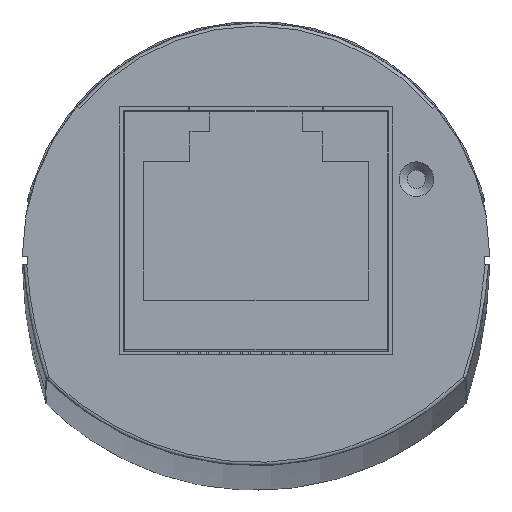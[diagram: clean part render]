
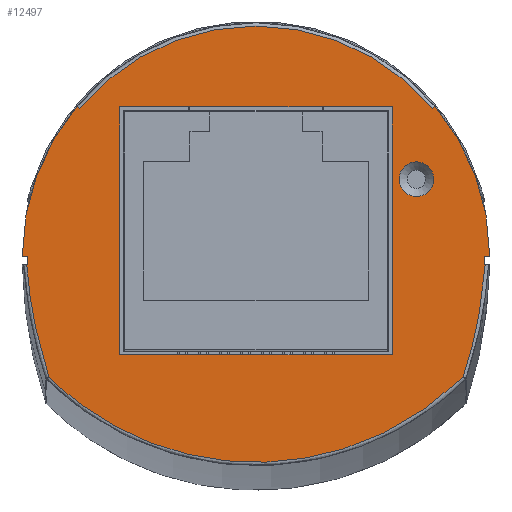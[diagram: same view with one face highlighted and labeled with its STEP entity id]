
A CAD part, left-side view. The second image highlights one B-rep face of the part: STEP entity #12497.
In plain terms, the highlighted planar face has unit normal (-1, 0, 0).
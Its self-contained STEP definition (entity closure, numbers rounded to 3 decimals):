
#2003=CARTESIAN_POINT('',(-66.5,10.686,8.967));
#2004=VERTEX_POINT('',#2003);
#2014=CARTESIAN_POINT('',(-66.5,-10.686,8.967));
#2015=VERTEX_POINT('',#2014);
#2016=CARTESIAN_POINT('',(-66.5,0.,0.));
#2017=DIRECTION('',(1.0,0.0,0.0));
#2018=DIRECTION('',(0.0,0.0,1.0));
#2019=AXIS2_PLACEMENT_3D('',#2016,#2017,#2018);
#2020=CIRCLE('',#2019,13.95);
#2021=EDGE_CURVE('',#2004,#2015,#2020,.T.);
#2058=CARTESIAN_POINT('',(-66.5,-12.543,-7.283));
#2059=VERTEX_POINT('',#2058);
#2100=CARTESIAN_POINT('',(-66.5,-13.879,-0.5));
#2101=VERTEX_POINT('',#2100);
#2119=CARTESIAN_POINT('',(-66.5,40.857,6.759));
#2120=DIRECTION('',(1.0,0.,0.));
#2121=DIRECTION('',(0.,0.981,0.193));
#2122=AXIS2_PLACEMENT_3D('',#2119,#2120,#2121);
#2123=ELLIPSE('',#2122,55.321,39.377);
#2124=EDGE_CURVE('',#2101,#2059,#2123,.T.);
#2188=CARTESIAN_POINT('',(-66.5,12.543,-7.283));
#2189=VERTEX_POINT('',#2188);
#2261=CARTESIAN_POINT('',(-66.5,-12.543,-7.283));
#2262=CARTESIAN_POINT('',(-66.5,-10.674,-9.141));
#2263=CARTESIAN_POINT('',(-66.5,-6.044,-12.038));
#2264=CARTESIAN_POINT('',(-66.5,0.693,-12.793));
#2265=CARTESIAN_POINT('',(-66.5,5.906,-11.604));
#2266=CARTESIAN_POINT('',(-66.5,9.506,-9.88));
#2267=CARTESIAN_POINT('',(-66.5,11.609,-8.212));
#2268=CARTESIAN_POINT('',(-66.5,12.543,-7.283));
#2269=B_SPLINE_CURVE_WITH_KNOTS('',3,(#2261,#2262,#2263,#2264,#2265,#2266,#2267,#2268),.UNSPECIFIED.,.F.,.U.,(4,1,1,1,1,4),(0.239,1.03,1.82,2.215,2.611,3.006),.UNSPECIFIED.);
#2270=EDGE_CURVE('',#2059,#2189,#2269,.T.);
#2296=CARTESIAN_POINT('',(-66.5,13.879,-0.5));
#2297=VERTEX_POINT('',#2296);
#2325=CARTESIAN_POINT('',(-66.5,-40.857,6.759));
#2326=DIRECTION('',(1.0,0.,0.));
#2327=DIRECTION('',(0.,0.981,-0.193));
#2328=AXIS2_PLACEMENT_3D('',#2325,#2326,#2327);
#2329=ELLIPSE('',#2328,55.321,39.377);
#2330=EDGE_CURVE('',#2189,#2297,#2329,.T.);
#2640=CARTESIAN_POINT('',(-66.5,-13.846,-0.5));
#2641=VERTEX_POINT('',#2640);
#2648=CARTESIAN_POINT('',(-66.5,-13.879,-0.5));
#2649=DIRECTION('',(0.0,1.0,0.0));
#2650=VECTOR('',#2649,0.033);
#2651=LINE('',#2648,#2650);
#2652=EDGE_CURVE('',#2101,#2641,#2651,.T.);
#3830=CARTESIAN_POINT('',(-66.5,13.846,-0.5));
#3831=VERTEX_POINT('',#3830);
#3832=CARTESIAN_POINT('',(-66.5,13.846,-0.5));
#3833=DIRECTION('',(0.0,1.0,0.0));
#3834=VECTOR('',#3833,0.033);
#3835=LINE('',#3832,#3834);
#3836=EDGE_CURVE('',#3831,#2297,#3835,.T.);
#3868=CARTESIAN_POINT('',(-66.5,13.846,0.));
#3869=VERTEX_POINT('',#3868);
#3870=CARTESIAN_POINT('',(-66.5,13.846,0.));
#3871=DIRECTION('',(0.0,0.0,-1.0));
#3872=VECTOR('',#3871,0.5);
#3873=LINE('',#3870,#3872);
#3874=EDGE_CURVE('',#3869,#3831,#3873,.T.);
#4061=CARTESIAN_POINT('',(-66.5,-13.846,0.));
#4062=VERTEX_POINT('',#4061);
#4063=CARTESIAN_POINT('',(-66.5,-13.846,-0.5));
#4064=DIRECTION('',(0.0,0.0,1.0));
#4065=VECTOR('',#4064,0.5);
#4066=LINE('',#4063,#4065);
#4067=EDGE_CURVE('',#2641,#4062,#4066,.T.);
#4218=CARTESIAN_POINT('',(-66.5,-10.763,4.683));
#4219=VERTEX_POINT('',#4218);
#4220=CARTESIAN_POINT('',(-66.5,-9.713,4.683));
#4221=DIRECTION('',(-1.0,0.0,0.0));
#4222=DIRECTION('',(0.0,1.0,0.0));
#4223=AXIS2_PLACEMENT_3D('',#4220,#4221,#4222);
#4224=CIRCLE('',#4223,1.05);
#4225=EDGE_CURVE('',#4219,#4219,#4224,.T.);
#4247=CARTESIAN_POINT('',(-66.5,-8.246,-5.943));
#4248=VERTEX_POINT('',#4247);
#4255=CARTESIAN_POINT('',(-66.5,-8.246,9.057));
#4256=VERTEX_POINT('',#4255);
#4257=CARTESIAN_POINT('',(-66.5,-8.246,9.057));
#4258=DIRECTION('',(0.0,0.0,-1.0));
#4259=VECTOR('',#4258,15.);
#4260=LINE('',#4257,#4259);
#4261=EDGE_CURVE('',#4256,#4248,#4260,.T.);
#4284=CARTESIAN_POINT('',(-66.5,8.254,9.057));
#4285=VERTEX_POINT('',#4284);
#4286=CARTESIAN_POINT('',(-66.5,8.254,9.057));
#4287=DIRECTION('',(0.0,-1.0,0.0));
#4288=VECTOR('',#4287,16.5);
#4289=LINE('',#4286,#4288);
#4290=EDGE_CURVE('',#4285,#4256,#4289,.T.);
#4308=CARTESIAN_POINT('',(-66.5,8.254,-5.943));
#4309=VERTEX_POINT('',#4308);
#4310=CARTESIAN_POINT('',(-66.5,8.254,-5.943));
#4311=DIRECTION('',(0.0,0.0,1.0));
#4312=VECTOR('',#4311,15.);
#4313=LINE('',#4310,#4312);
#4314=EDGE_CURVE('',#4309,#4285,#4313,.T.);
#4332=CARTESIAN_POINT('',(-66.5,-8.246,-5.943));
#4333=DIRECTION('',(0.0,1.0,0.0));
#4334=VECTOR('',#4333,16.5);
#4335=LINE('',#4332,#4334);
#4336=EDGE_CURVE('',#4248,#4309,#4335,.T.);
#4426=CARTESIAN_POINT('',(-66.5,-10.84,9.095));
#4427=VERTEX_POINT('',#4426);
#4428=CARTESIAN_POINT('',(-66.5,-10.84,9.095));
#4429=DIRECTION('',(0.0,0.766,-0.643));
#4430=VECTOR('',#4429,0.2);
#4431=LINE('',#4428,#4430);
#4432=EDGE_CURVE('',#4427,#2015,#4431,.T.);
#4589=CARTESIAN_POINT('',(-66.5,-14.15,0.));
#4590=VERTEX_POINT('',#4589);
#4597=CARTESIAN_POINT('',(-66.5,-13.846,0.));
#4598=DIRECTION('',(0.0,-1.0,0.0));
#4599=VECTOR('',#4598,0.304);
#4600=LINE('',#4597,#4599);
#4601=EDGE_CURVE('',#4062,#4590,#4600,.T.);
#12431=CARTESIAN_POINT('',(-66.5,10.84,9.095));
#12432=VERTEX_POINT('',#12431);
#12439=CARTESIAN_POINT('',(-66.5,10.686,8.967));
#12440=DIRECTION('',(0.0,0.766,0.643));
#12441=VECTOR('',#12440,0.2);
#12442=LINE('',#12439,#12441);
#12443=EDGE_CURVE('',#2004,#12432,#12442,.T.);
#12448=CARTESIAN_POINT('',(-66.5,-7.546,1.549));
#12449=DIRECTION('',(1.0,0.0,0.0));
#12450=DIRECTION('',(0.0,0.0,-1.0));
#12451=AXIS2_PLACEMENT_3D('',#12448,#12449,#12450);
#12452=PLANE('',#12451);
#12453=ORIENTED_EDGE('',*,*,#12443,.T.);
#12454=CARTESIAN_POINT('',(-66.5,14.15,0.));
#12455=VERTEX_POINT('',#12454);
#12456=CARTESIAN_POINT('',(-66.5,0.,0.));
#12457=DIRECTION('',(-1.0,0.0,0.0));
#12458=DIRECTION('',(0.0,0.0,-1.0));
#12459=AXIS2_PLACEMENT_3D('',#12456,#12457,#12458);
#12460=CIRCLE('',#12459,14.15);
#12461=EDGE_CURVE('',#12432,#12455,#12460,.T.);
#12462=ORIENTED_EDGE('',*,*,#12461,.T.);
#12463=CARTESIAN_POINT('',(-66.5,13.846,0.));
#12464=DIRECTION('',(0.0,1.0,0.0));
#12465=VECTOR('',#12464,0.304);
#12466=LINE('',#12463,#12465);
#12467=EDGE_CURVE('',#3869,#12455,#12466,.T.);
#12468=ORIENTED_EDGE('',*,*,#12467,.F.);
#12469=ORIENTED_EDGE('',*,*,#3874,.T.);
#12470=ORIENTED_EDGE('',*,*,#3836,.T.);
#12471=ORIENTED_EDGE('',*,*,#2330,.F.);
#12472=ORIENTED_EDGE('',*,*,#2270,.F.);
#12473=ORIENTED_EDGE('',*,*,#2124,.F.);
#12474=ORIENTED_EDGE('',*,*,#2652,.T.);
#12475=ORIENTED_EDGE('',*,*,#4067,.T.);
#12476=ORIENTED_EDGE('',*,*,#4601,.T.);
#12477=CARTESIAN_POINT('',(-66.5,0.,0.));
#12478=DIRECTION('',(-1.0,0.0,0.0));
#12479=DIRECTION('',(0.0,0.0,-1.0));
#12480=AXIS2_PLACEMENT_3D('',#12477,#12478,#12479);
#12481=CIRCLE('',#12480,14.15);
#12482=EDGE_CURVE('',#4590,#4427,#12481,.T.);
#12483=ORIENTED_EDGE('',*,*,#12482,.T.);
#12484=ORIENTED_EDGE('',*,*,#4432,.T.);
#12485=ORIENTED_EDGE('',*,*,#2021,.F.);
#12486=EDGE_LOOP('',(#12453,#12462,#12468,#12469,#12470,#12471,#12472,#12473,#12474,#12475,#12476,#12483,#12484,#12485));
#12487=FACE_OUTER_BOUND('',#12486,.T.);
#12488=ORIENTED_EDGE('',*,*,#4225,.F.);
#12489=EDGE_LOOP('',(#12488));
#12490=FACE_BOUND('',#12489,.T.);
#12491=ORIENTED_EDGE('',*,*,#4314,.T.);
#12492=ORIENTED_EDGE('',*,*,#4290,.T.);
#12493=ORIENTED_EDGE('',*,*,#4261,.T.);
#12494=ORIENTED_EDGE('',*,*,#4336,.T.);
#12495=EDGE_LOOP('',(#12491,#12492,#12493,#12494));
#12496=FACE_BOUND('',#12495,.T.);
#12497=ADVANCED_FACE('',(#12487,#12490,#12496),#12452,.F.);
